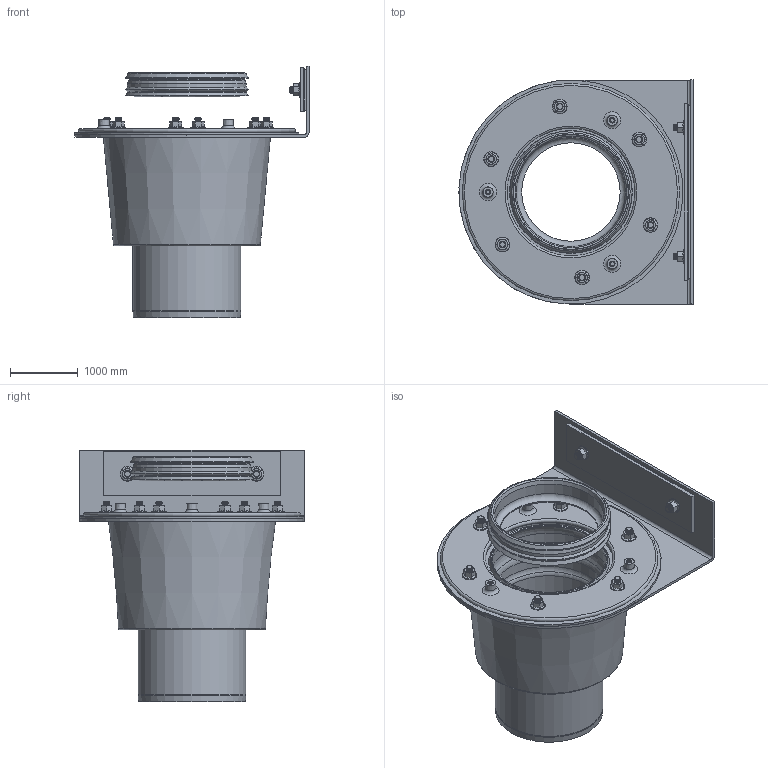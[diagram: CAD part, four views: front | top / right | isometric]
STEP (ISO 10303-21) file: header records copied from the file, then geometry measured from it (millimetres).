
FILE_DESCRIPTION(/* description */ (''),/* implementation_level */ '2;1');
FILE_NAME(/* name */ '21825.150X_3D.stp',/* time_stamp */ '2024-12-12T08:46:24+01:00',/* author */ ('CAD'),/* organization */ (''),/* preprocessor_version */ 'ST-DEVELOPER v20',/* originating_system */ 'AutoCAD Mechanical',/* authorisation */ '');
FILE_SCHEMA (('AUTOMOTIVE_DESIGN { 1 0 10303 214 3 1 1 }'));
Length unit declared in the file: centimetre
Products named in the file (2): Product; *S0
Assembly tree (1 placements, depth 2):
  Product
    *S0
Bounding box: 3449.99 x 3300 x 3709.99 mm (x, y, z)
Volume: 3711998617.6 mm3; surface area: 113291902.8 mm2
Topology: 27 solids, 27 shells, 603 faces, 1234 edges, 715 vertices
Faces by surface type: cone 336, plane 149, cylinder 85, torus 33
Full cylindrical faces by diameter (mm): 70 x12, 80 x18, 83.76 x8, 100 x8, 140 x6, 160 x10, 1450 x1, 1560 x1, 1590 x2, 1610 x1, 1620 x1, 1640 x1, 1670 x1, 1690 x1, 1750 x2, 1760 x1, 1780 x1, 1790 x1, 1800 x1, 1810 x2, 1900 x1, 2040 x1, 3300 x1
Entity records: 16314 total; most frequent: CARTESIAN_POINT 3299, DIRECTION 2908, ORIENTED_EDGE 2468, EDGE_CURVE 1234, AXIS2_PLACEMENT_3D 1220, VERTEX_POINT 715, EDGE_LOOP 705, CIRCLE 614
